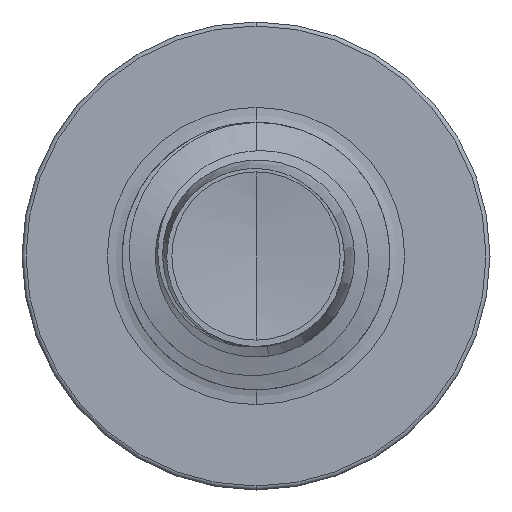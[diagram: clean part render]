
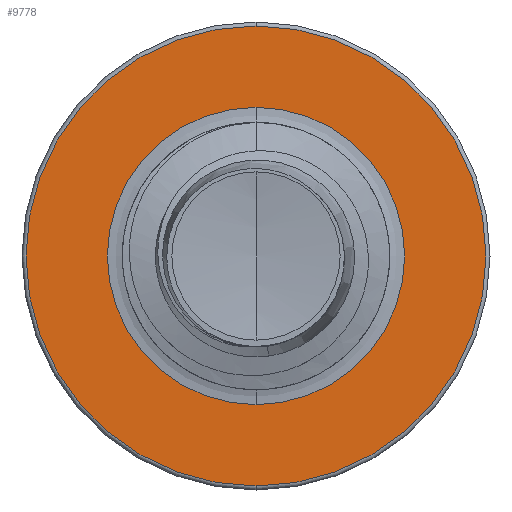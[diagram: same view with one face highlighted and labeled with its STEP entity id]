
A CAD part, front view. The second image highlights one B-rep face of the part: STEP entity #9778.
In plain terms, the highlighted planar face has unit normal (0, -1, 0).
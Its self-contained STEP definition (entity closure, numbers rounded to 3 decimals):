
#349 = CARTESIAN_POINT ( 'NONE',  ( 0., 4., 0. ) ) ;
#1705 = DIRECTION ( 'NONE',  ( 0., 0., 1. ) ) ;
#1774 = DIRECTION ( 'NONE',  ( 0., 0., 1. ) ) ;
#1782 = EDGE_LOOP ( 'NONE', ( #12640, #11803 ) ) ;
#1918 = AXIS2_PLACEMENT_3D ( 'NONE', #5406, #12079, #6584 ) ;
#2853 = CIRCLE ( 'NONE', #1918, 1.72 ) ;
#3391 = VERTEX_POINT ( 'NONE', #5378 ) ;
#3428 = AXIS2_PLACEMENT_3D ( 'NONE', #6506, #8522, #1705 ) ;
#4734 = VERTEX_POINT ( 'NONE', #6153 ) ;
#4919 = DIRECTION ( 'NONE',  ( 0., 1., 0. ) ) ;
#5366 = AXIS2_PLACEMENT_3D ( 'NONE', #10925, #4919, #11729 ) ;
#5378 = CARTESIAN_POINT ( 'NONE',  ( 0., 4., -1.72 ) ) ;
#5395 = CARTESIAN_POINT ( 'NONE',  ( 0., 4., 0. ) ) ;
#5406 = CARTESIAN_POINT ( 'NONE',  ( 0., 4., 0. ) ) ;
#5897 = VERTEX_POINT ( 'NONE', #10298 ) ;
#6153 = CARTESIAN_POINT ( 'NONE',  ( 0., 4., -1.112 ) ) ;
#6506 = CARTESIAN_POINT ( 'NONE',  ( 0., 4., -1.112 ) ) ;
#6566 = DIRECTION ( 'NONE',  ( 0., 0., 1. ) ) ;
#6571 = CIRCLE ( 'NONE', #8348, 1.112 ) ;
#6584 = DIRECTION ( 'NONE',  ( 0., 0., 1. ) ) ;
#6946 = CIRCLE ( 'NONE', #5366, 1.112 ) ;
#7754 = VERTEX_POINT ( 'NONE', #9964 ) ;
#8238 = EDGE_CURVE ( 'NONE', #4734, #7754, #6946, .T. ) ;
#8315 = AXIS2_PLACEMENT_3D ( 'NONE', #349, #8578, #1774 ) ;
#8348 = AXIS2_PLACEMENT_3D ( 'NONE', #5395, #12064, #6566 ) ;
#8461 = FACE_BOUND ( 'NONE', #1782, .T. ) ;
#8522 = DIRECTION ( 'NONE',  ( 0., 1., 0. ) ) ;
#8546 = ORIENTED_EDGE ( 'NONE', *, *, #11251, .F. ) ;
#8578 = DIRECTION ( 'NONE',  ( 0., 1., 0. ) ) ;
#8846 = EDGE_LOOP ( 'NONE', ( #8546, #9484 ) ) ;
#9484 = ORIENTED_EDGE ( 'NONE', *, *, #11923, .F. ) ;
#9778 = ADVANCED_FACE ( 'NONE', ( #11181, #8461 ), #10449, .F. ) ;
#9964 = CARTESIAN_POINT ( 'NONE',  ( 0., 4., 1.112 ) ) ;
#10298 = CARTESIAN_POINT ( 'NONE',  ( 0., 4., 1.72 ) ) ;
#10449 = PLANE ( 'NONE',  #3428 ) ;
#10925 = CARTESIAN_POINT ( 'NONE',  ( 0., 4., 0. ) ) ;
#11181 = FACE_OUTER_BOUND ( 'NONE', #8846, .T. ) ;
#11251 = EDGE_CURVE ( 'NONE', #5897, #3391, #2853, .T. ) ;
#11280 = CIRCLE ( 'NONE', #8315, 1.72 ) ;
#11729 = DIRECTION ( 'NONE',  ( 0., 0., 1. ) ) ;
#11803 = ORIENTED_EDGE ( 'NONE', *, *, #8238, .T. ) ;
#11907 = EDGE_CURVE ( 'NONE', #7754, #4734, #6571, .T. ) ;
#11923 = EDGE_CURVE ( 'NONE', #3391, #5897, #11280, .T. ) ;
#12064 = DIRECTION ( 'NONE',  ( 0., 1., 0. ) ) ;
#12079 = DIRECTION ( 'NONE',  ( 0., 1., 0. ) ) ;
#12640 = ORIENTED_EDGE ( 'NONE', *, *, #11907, .T. ) ;
